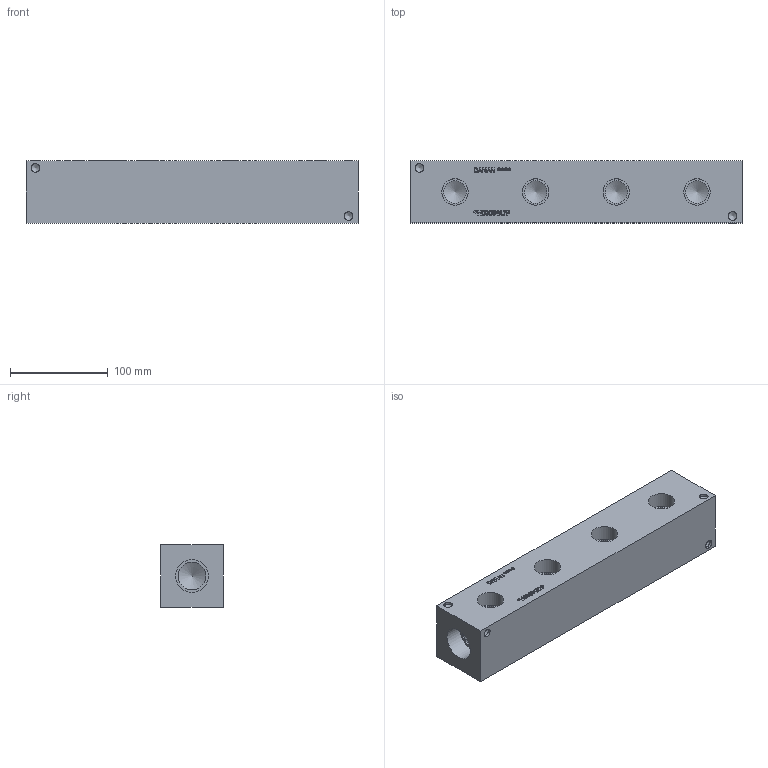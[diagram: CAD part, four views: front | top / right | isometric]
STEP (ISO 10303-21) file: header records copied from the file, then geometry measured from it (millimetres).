
FILE_DESCRIPTION(/* description */ (''),/* implementation_level */ '2;1');
FILE_NAME(/* name */ '_H0000412P.stp',/* time_stamp */ '2022-06-01T11:36:17-04:00',/* author */ ('bobbyh'),/* organization */ (''),/* preprocessor_version */ 'ST-DEVELOPER v18',/* originating_system */ 'Autodesk Inventor 2020',/* authorisation */ '');
FILE_SCHEMA (('AUTOMOTIVE_DESIGN { 1 0 10303 214 3 1 1 }'));
Length unit declared in the file: millimetre
Products named in the file (1): Part_+H0000412P_3D
Bounding box: 339.73 x 63.5 x 63.5 mm (x, y, z)
Volume: 1289671.3 mm3; surface area: 104868.1 mm2
Topology: 1 solids, 1 shells, 333 faces, 907 edges, 610 vertices
Faces by surface type: plane 231, bspline 76, cylinder 16, cone 10
Full cylindrical faces by diameter (mm): 8.738 x4, 23.012 x4, 26.924 x4, 28.575 x2, 33.706 x2
Entity records: 11103 total; most frequent: CARTESIAN_POINT 2829, ORIENTED_EDGE 1794, DIRECTION 1319, EDGE_CURVE 897, LINE 687, VECTOR 687, VERTEX_POINT 610, EDGE_LOOP 377
